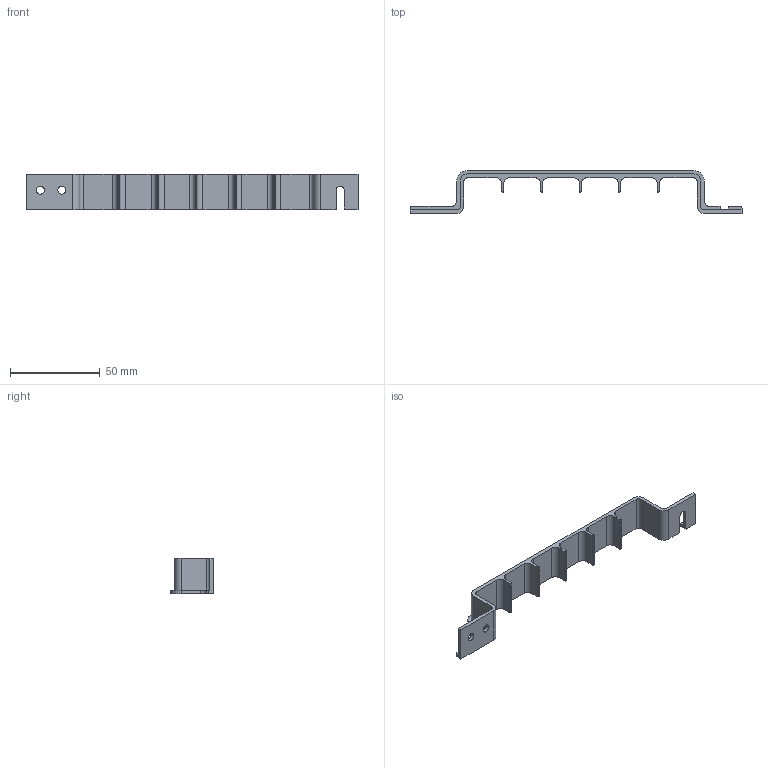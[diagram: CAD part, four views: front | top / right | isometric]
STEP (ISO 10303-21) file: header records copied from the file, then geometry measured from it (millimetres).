
FILE_DESCRIPTION(('Creo Elements/Direct Modeling STEP Export'),'2;1');
FILE_NAME('Kabel-Profil-D20-6x-21.05.2024.pkg.stp','2024-05-21T16:05:07',(''),(''),'Creo Elements/Direct Modeling STEP processor for AP214 (Solid Model)','Creo Elements/Direct Modeling 17.0D 15-Jul-2011 (C) Parametric Technology GmbH','');
FILE_SCHEMA(('AUTOMOTIVE_DESIGN { 1 0 10303 214 1 1 1 1 }'));
Length unit declared in the file: millimetre
Products named in the file (1): K-Profil-21-05-2024
Bounding box: 185 x 24 x 20 mm (x, y, z)
Volume: 11074.1 mm3; surface area: 12006.2 mm2
Topology: 1 solids, 1 shells, 88 faces, 258 edges, 172 vertices
Faces by surface type: plane 45, cylinder 43
Entity records: 2958 total; most frequent: ORIENTED_EDGE 516, CARTESIAN_POINT 515, DIRECTION 514, EDGE_CURVE 258, VECTOR 172, LINE 172, VERTEX_POINT 172, AXIS2_PLACEMENT_3D 171
